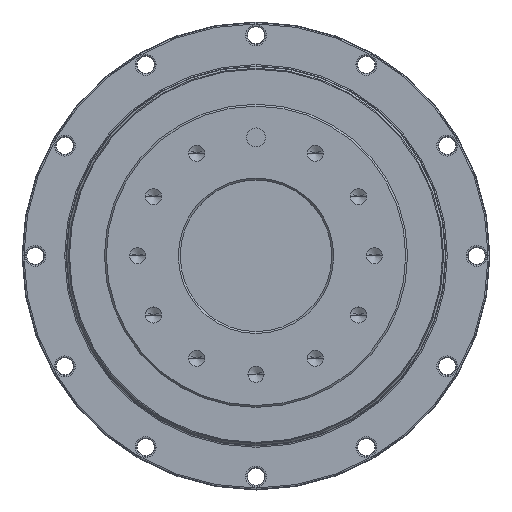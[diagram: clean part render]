
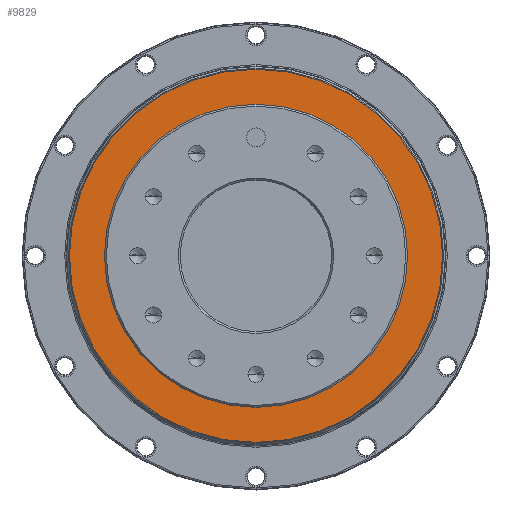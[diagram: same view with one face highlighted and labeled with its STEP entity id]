
A CAD part, top view. The second image highlights one B-rep face of the part: STEP entity #9829.
In plain terms, the highlighted planar face has unit normal (0, 0, 1).
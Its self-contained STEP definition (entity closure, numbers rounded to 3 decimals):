
#2845=CARTESIAN_POINT('',(0.,0.,147.));
#2846=DIRECTION('',(0.,0.,1.));
#2847=DIRECTION('',(1.,0.,0.));
#2848=AXIS2_PLACEMENT_3D('',#2845,#2846,#2847);
#2850=CARTESIAN_POINT('',(0.,0.,147.));
#2851=DIRECTION('',(0.,0.,1.));
#2852=DIRECTION('',(-1.,0.,0.));
#2853=AXIS2_PLACEMENT_3D('',#2850,#2851,#2852);
#2855=CARTESIAN_POINT('',(0.,0.,147.));
#2856=DIRECTION('',(0.,0.,-1.));
#2857=DIRECTION('',(1.,0.,0.));
#2858=AXIS2_PLACEMENT_3D('',#2855,#2856,#2857);
#2860=CARTESIAN_POINT('',(0.,0.,147.));
#2861=DIRECTION('',(0.,0.,-1.));
#2862=DIRECTION('',(-1.,0.,0.));
#2863=AXIS2_PLACEMENT_3D('',#2860,#2861,#2862);
#6214=CARTESIAN_POINT('',(-80.,0.,147.));
#6216=VERTEX_POINT('',#6214);
#6218=CARTESIAN_POINT('',(80.,0.,147.));
#6220=VERTEX_POINT('',#6218);
#6230=CARTESIAN_POINT('',(-98.5,0.,147.));
#6231=VERTEX_POINT('',#6230);
#6232=CARTESIAN_POINT('',(98.5,0.,147.));
#6233=VERTEX_POINT('',#6232);
#9813=CARTESIAN_POINT('',(0.,0.,147.));
#9814=DIRECTION('',(0.,0.,1.));
#9815=DIRECTION('',(1.,0.,0.));
#9816=AXIS2_PLACEMENT_3D('',#9813,#9814,#9815);
#9817=PLANE('',#9816);
#9819=ORIENTED_EDGE('',*,*,#9818,.F.);
#9820=ORIENTED_EDGE('',*,*,#9803,.F.);
#9821=EDGE_LOOP('',(#9819,#9820));
#9822=FACE_OUTER_BOUND('',#9821,.F.);
#9824=ORIENTED_EDGE('',*,*,#9823,.F.);
#9826=ORIENTED_EDGE('',*,*,#9825,.F.);
#9827=EDGE_LOOP('',(#9824,#9826));
#9828=FACE_BOUND('',#9827,.F.);
#9829=ADVANCED_FACE('',(#9822,#9828),#9817,.T.);
#2849=CIRCLE('',#2848,98.5);
#2854=CIRCLE('',#2853,98.5);
#2859=CIRCLE('',#2858,80.);
#2864=CIRCLE('',#2863,80.);
#9803=EDGE_CURVE('',#6231,#6233,#2854,.T.);
#9818=EDGE_CURVE('',#6233,#6231,#2849,.T.);
#9823=EDGE_CURVE('',#6220,#6216,#2859,.T.);
#9825=EDGE_CURVE('',#6216,#6220,#2864,.T.);
